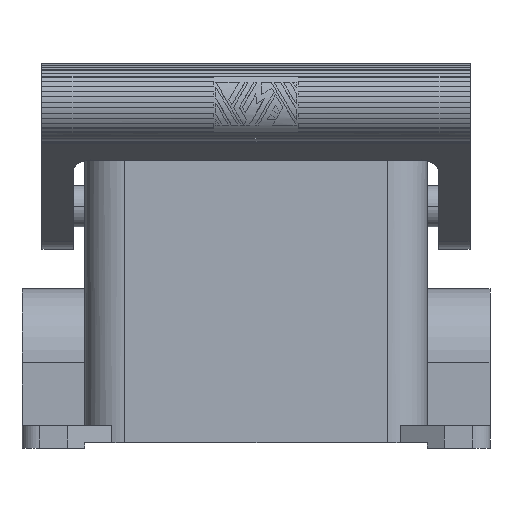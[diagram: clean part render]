
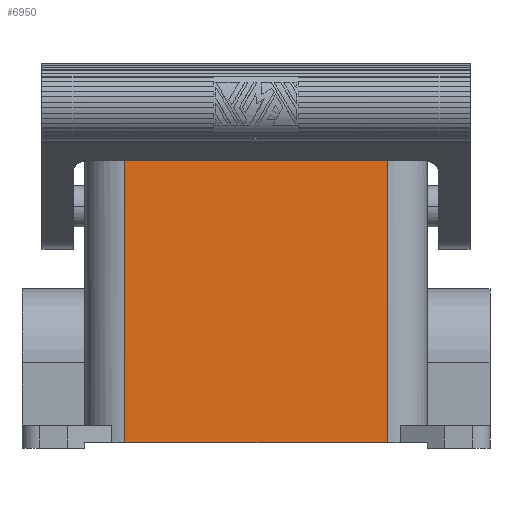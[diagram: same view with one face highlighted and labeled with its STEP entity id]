
A CAD part, left-side view. The second image highlights one B-rep face of the part: STEP entity #6950.
In plain terms, the highlighted planar face has unit normal (-1, 0, 0.009).
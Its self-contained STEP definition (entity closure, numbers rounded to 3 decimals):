
#6560=CARTESIAN_POINT('',(-21.5,0.,50.5));
#6570=DIRECTION('',(-1.,0.,0.009));
#6580=DIRECTION('',(0.,1.,0.));
#6590=AXIS2_PLACEMENT_3D('',#6560,#6570,#6580);
#6600=PLANE('',#6590);
#6610=CARTESIAN_POINT('',(-21.932,0.,1.));
#6620=DIRECTION('',(0.,1.,0.));
#6630=VECTOR('',#6620,1.);
#6640=LINE('',#6610,#6630);
#6650=CARTESIAN_POINT('',(-21.932,-23.,1.));
#6660=VERTEX_POINT('',#6650);
#6670=CARTESIAN_POINT('',(-21.932,23.,1.));
#6680=VERTEX_POINT('',#6670);
#6690=EDGE_CURVE('',#6660,#6680,#6640,.T.);
#6700=ORIENTED_EDGE('',*,*,#6690,.F.);
#6710=CARTESIAN_POINT('',(-21.94,23.,
0.061));
#6720=DIRECTION('',(-0.009,0.,-1.));
#6730=VECTOR('',#6720,1.);
#6740=LINE('',#6710,#6730);
#6750=CARTESIAN_POINT('',(-21.5,23.,50.5));
#6760=VERTEX_POINT('',#6750);
#6770=EDGE_CURVE('',#6760,#6680,#6740,.T.);
#6780=ORIENTED_EDGE('',*,*,#6770,.T.);
#6790=CARTESIAN_POINT('',(-21.5,0.,50.5));
#6800=DIRECTION('',(0.,1.,-0.));
#6810=VECTOR('',#6800,1.);
#6820=LINE('',#6790,#6810);
#6830=CARTESIAN_POINT('',(-21.5,-23.,50.5));
#6840=VERTEX_POINT('',#6830);
#6850=EDGE_CURVE('',#6840,#6760,#6820,.T.);
#6860=ORIENTED_EDGE('',*,*,#6850,.T.);
#6870=CARTESIAN_POINT('',(-21.94,-23.,
0.061));
#6880=DIRECTION('',(-0.009,0.,-1.));
#6890=VECTOR('',#6880,1.);
#6900=LINE('',#6870,#6890);
#6910=EDGE_CURVE('',#6840,#6660,#6900,.T.);
#6920=ORIENTED_EDGE('',*,*,#6910,.F.);
#6930=EDGE_LOOP('',(#6920,#6860,#6780,#6700));
#6940=FACE_OUTER_BOUND('',#6930,.T.);
#6950=ADVANCED_FACE('',(#6940),#6600,.T.);
